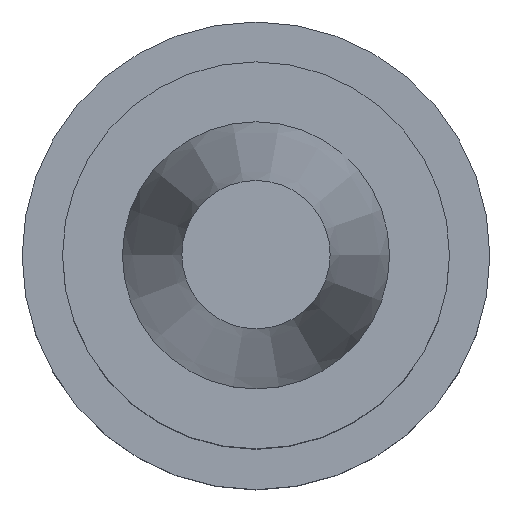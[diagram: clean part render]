
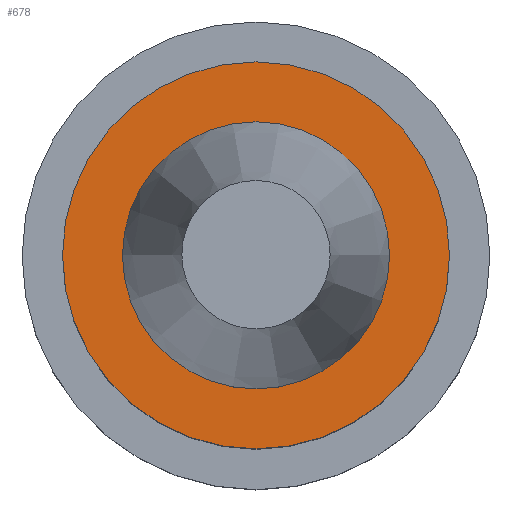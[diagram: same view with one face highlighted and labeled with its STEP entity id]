
A CAD part, top view. The second image highlights one B-rep face of the part: STEP entity #678.
In plain terms, the highlighted planar face has unit normal (0, 0, 1).
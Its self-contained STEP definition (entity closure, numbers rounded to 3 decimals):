
#33 = AXIS2_PLACEMENT_3D ( 'NONE', #39, #445, #85 ) ;
#39 = CARTESIAN_POINT ( 'NONE',  ( 0., 0., -1. ) ) ;
#41 = CARTESIAN_POINT ( 'NONE',  ( 23., 0., -1. ) ) ;
#80 = DIRECTION ( 'NONE',  ( 0., 0., 1. ) ) ;
#84 = DIRECTION ( 'NONE',  ( 0., 0., -1. ) ) ;
#85 = DIRECTION ( 'NONE',  ( 1., 0., 0. ) ) ;
#91 = ORIENTED_EDGE ( 'NONE', *, *, #526, .T. ) ;
#141 = ORIENTED_EDGE ( 'NONE', *, *, #176, .F. ) ;
#146 = PLANE ( 'NONE',  #185 ) ;
#176 = EDGE_CURVE ( 'NONE', #296, #296, #319, .T. ) ;
#178 = DIRECTION ( 'NONE',  ( 1., 0., 0. ) ) ;
#185 = AXIS2_PLACEMENT_3D ( 'NONE', #509, #84, #559 ) ;
#218 = AXIS2_PLACEMENT_3D ( 'NONE', #423, #80, #178 ) ;
#248 = FACE_OUTER_BOUND ( 'NONE', #410, .T. ) ;
#296 = VERTEX_POINT ( 'NONE', #565 ) ;
#319 = CIRCLE ( 'NONE', #33, 15.875 ) ;
#410 = EDGE_LOOP ( 'NONE', ( #91 ) ) ;
#423 = CARTESIAN_POINT ( 'NONE',  ( 0., 0., -1. ) ) ;
#445 = DIRECTION ( 'NONE',  ( 0., 0., 1. ) ) ;
#508 = EDGE_LOOP ( 'NONE', ( #141 ) ) ;
#509 = CARTESIAN_POINT ( 'NONE',  ( 0., 23., -1. ) ) ;
#524 = CIRCLE ( 'NONE', #218, 23. ) ;
#526 = EDGE_CURVE ( 'NONE', #623, #623, #524, .T. ) ;
#559 = DIRECTION ( 'NONE',  ( -1., 0., 0. ) ) ;
#565 = CARTESIAN_POINT ( 'NONE',  ( 15.875, 0., -1. ) ) ;
#623 = VERTEX_POINT ( 'NONE', #41 ) ;
#676 = FACE_BOUND ( 'NONE', #508, .T. ) ;
#678 = ADVANCED_FACE ( 'NONE', ( #676, #248 ), #146, .F. ) ;
